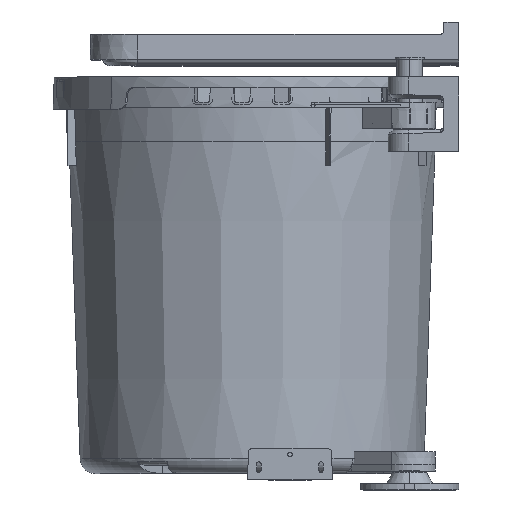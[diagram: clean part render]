
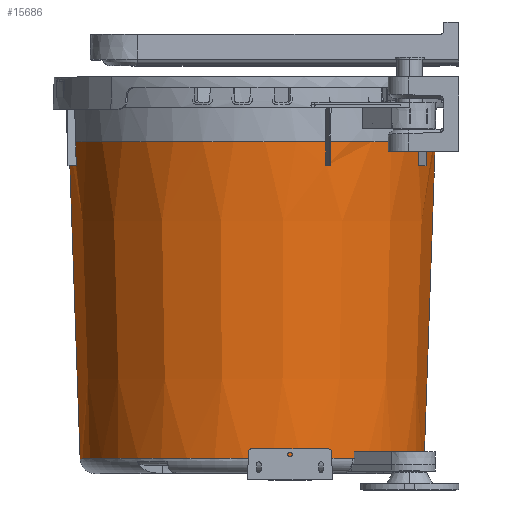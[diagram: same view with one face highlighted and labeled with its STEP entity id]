
A CAD part, top view. The second image highlights one B-rep face of the part: STEP entity #15686.
In plain terms, the highlighted conical face has half-angle 2 degrees and reference radius 171.32 mm.
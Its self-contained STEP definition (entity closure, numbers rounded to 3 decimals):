
#4202=CARTESIAN_POINT('',(0.,14.477,0.));
#4203=DIRECTION('',(0.,-1.,0.));
#4204=DIRECTION('',(1.,0.,0.));
#4205=AXIS2_PLACEMENT_3D('',#4202,#4203,#4204);
#4210=DIRECTION('',(-0.035,0.999,0.));
#4211=VECTOR('',#4210,305.71);
#4212=CARTESIAN_POINT('',(-165.986,14.477,
0.));
#4213=LINE('',#4212,#4211);
#4217=CARTESIAN_POINT('',(0.,320.,0.));
#4218=DIRECTION('',(0.,1.,0.));
#4219=DIRECTION('',(-1.,0.,0.));
#4220=AXIS2_PLACEMENT_3D('',#4217,#4218,#4219);
#4225=CARTESIAN_POINT('',(-170.051,297.,44.791));
#4226=CARTESIAN_POINT('',(-170.319,304.667,44.828));
#4227=CARTESIAN_POINT('',(-170.586,312.333,44.865));
#4228=CARTESIAN_POINT('',(-170.853,320.,44.902));
#4233=CARTESIAN_POINT('',(0.,297.,0.));
#4234=DIRECTION('',(0.,1.,0.));
#4235=DIRECTION('',(-0.967,0.,0.255));
#4236=AXIS2_PLACEMENT_3D('',#4233,#4234,#4235);
#4241=CARTESIAN_POINT('',(-170.414,320.,46.54));
#4242=CARTESIAN_POINT('',(-170.164,312.333,46.438));
#4243=CARTESIAN_POINT('',(-169.914,304.667,46.337));
#4244=CARTESIAN_POINT('',(-169.665,297.,46.235));
#4249=CARTESIAN_POINT('',(0.,320.,0.));
#4250=DIRECTION('',(0.,1.,0.));
#4251=DIRECTION('',(-0.965,0.,0.263));
#4252=AXIS2_PLACEMENT_3D('',#4249,#4250,#4251);
#4257=CARTESIAN_POINT('',(70.842,297.,160.951));
#4258=CARTESIAN_POINT('',(70.92,304.667,161.209));
#4259=CARTESIAN_POINT('',(70.998,312.333,161.467));
#4260=CARTESIAN_POINT('',(71.077,320.,161.725));
#4265=CARTESIAN_POINT('',(0.,297.,0.));
#4266=DIRECTION('',(0.,1.,0.));
#4267=DIRECTION('',(0.403,0.,0.915));
#4268=AXIS2_PLACEMENT_3D('',#4265,#4266,#4267);
#4273=CARTESIAN_POINT('',(72.626,320.,161.035));
#4274=CARTESIAN_POINT('',(72.486,312.333,160.805));
#4275=CARTESIAN_POINT('',(72.347,304.667,160.574));
#4276=CARTESIAN_POINT('',(72.207,297.,160.343));
#4281=CARTESIAN_POINT('',(0.,320.,0.));
#4282=DIRECTION('',(0.,1.,0.));
#4283=DIRECTION('',(0.411,0.,0.912));
#4284=AXIS2_PLACEMENT_3D('',#4281,#4282,#4283);
#4289=CARTESIAN_POINT('',(160.343,297.,72.207));
#4290=CARTESIAN_POINT('',(160.574,304.667,72.347));
#4291=CARTESIAN_POINT('',(160.805,312.333,72.486));
#4292=CARTESIAN_POINT('',(161.035,320.,72.626));
#4297=CARTESIAN_POINT('',(0.,297.,0.));
#4298=DIRECTION('',(0.,1.,0.));
#4299=DIRECTION('',(0.912,0.,0.411));
#4300=AXIS2_PLACEMENT_3D('',#4297,#4298,#4299);
#4305=CARTESIAN_POINT('',(161.725,320.,71.077));
#4306=CARTESIAN_POINT('',(161.467,312.333,70.998));
#4307=CARTESIAN_POINT('',(161.209,304.667,70.92));
#4308=CARTESIAN_POINT('',(160.951,297.,70.842));
#4313=CARTESIAN_POINT('',(0.,320.,0.));
#4314=DIRECTION('',(0.,1.,0.));
#4315=DIRECTION('',(0.915,0.,0.402));
#4316=AXIS2_PLACEMENT_3D('',#4313,#4314,#4315);
#4337=CARTESIAN_POINT('',(0.,14.477,0.));
#4338=DIRECTION('',(0.,1.,0.));
#4339=DIRECTION('',(-1.,0.,0.));
#4340=AXIS2_PLACEMENT_3D('',#4337,#4338,#4339);
#4717=CARTESIAN_POINT('',(0.,14.477,0.));
#4718=DIRECTION('',(0.,1.,0.));
#4719=DIRECTION('',(0.584,0.,0.811));
#4720=AXIS2_PLACEMENT_3D('',#4717,#4718,#4719);
#5443=DIRECTION('',(0.035,0.999,0.));
#5444=VECTOR('',#5443,305.71);
#5445=CARTESIAN_POINT('',(165.986,14.477,
0.));
#5446=LINE('',#5445,#5444);
#11868=CARTESIAN_POINT('',(165.986,14.477,
0.));
#11869=CARTESIAN_POINT('',(134.677,14.477,97.023));
#11870=VERTEX_POINT('',#11868);
#11871=VERTEX_POINT('',#11869);
#11872=CARTESIAN_POINT('',(-165.986,14.477,
0.));
#11873=CARTESIAN_POINT('',(96.995,14.477,134.696));
#11874=VERTEX_POINT('',#11872);
#11875=VERTEX_POINT('',#11873);
#12515=CARTESIAN_POINT('',(-170.051,297.,44.791));
#12516=CARTESIAN_POINT('',(-169.665,297.,46.235));
#12517=VERTEX_POINT('',#12515);
#12518=VERTEX_POINT('',#12516);
#12519=VERTEX_POINT('',#4257);
#12520=VERTEX_POINT('',#4260);
#12521=VERTEX_POINT('',#4273);
#12522=VERTEX_POINT('',#4276);
#12529=CARTESIAN_POINT('',(160.343,297.,72.207));
#12530=CARTESIAN_POINT('',(160.951,297.,70.842));
#12531=VERTEX_POINT('',#12529);
#12532=VERTEX_POINT('',#12530);
#12533=VERTEX_POINT('',#4241);
#12534=VERTEX_POINT('',#4292);
#12535=VERTEX_POINT('',#4305);
#12769=VERTEX_POINT('',#4228);
#12820=CARTESIAN_POINT('',(176.655,320.,0.));
#12821=VERTEX_POINT('',#12820);
#12822=CARTESIAN_POINT('',(-176.655,320.,0.));
#12823=VERTEX_POINT('',#12822);
#15649=CARTESIAN_POINT('',(0.,167.238,0.));
#15650=DIRECTION('',(0.,1.,0.));
#15651=DIRECTION('',(1.,0.,0.));
#15652=AXIS2_PLACEMENT_3D('',#15649,#15650,#15651);
#15653=CONICAL_SURFACE('',#15652,171.32,2.);
#15655=ORIENTED_EDGE('',*,*,#15654,.T.);
#15657=ORIENTED_EDGE('',*,*,#15656,.F.);
#15659=ORIENTED_EDGE('',*,*,#15658,.F.);
#15661=ORIENTED_EDGE('',*,*,#15660,.T.);
#15662=ORIENTED_EDGE('',*,*,#14188,.T.);
#15664=ORIENTED_EDGE('',*,*,#15663,.F.);
#15666=ORIENTED_EDGE('',*,*,#15665,.T.);
#15667=ORIENTED_EDGE('',*,*,#15634,.F.);
#15668=ORIENTED_EDGE('',*,*,#14056,.T.);
#15669=ORIENTED_EDGE('',*,*,#14287,.F.);
#15671=ORIENTED_EDGE('',*,*,#15670,.T.);
#15673=ORIENTED_EDGE('',*,*,#15672,.F.);
#15674=ORIENTED_EDGE('',*,*,#14249,.T.);
#15676=ORIENTED_EDGE('',*,*,#15675,.F.);
#15678=ORIENTED_EDGE('',*,*,#15677,.T.);
#15680=ORIENTED_EDGE('',*,*,#15679,.F.);
#15681=ORIENTED_EDGE('',*,*,#14120,.T.);
#15683=ORIENTED_EDGE('',*,*,#15682,.F.);
#15684=EDGE_LOOP('',(#15655,#15657,#15659,#15661,#15662,#15664,#15666,#15667,
#15668,#15669,#15671,#15673,#15674,#15676,#15678,#15680,#15681,#15683));
#15685=FACE_OUTER_BOUND('',#15684,.F.);
#4206=CIRCLE('',#4205,165.986);
#4221=CIRCLE('',#4220,176.655);
#4229=B_SPLINE_CURVE_WITH_KNOTS('',3,(#4225,#4226,#4227,#4228),.UNSPECIFIED.,
.F.,.F.,(4,4),(0.,1.),.UNSPECIFIED.);
#4237=CIRCLE('',#4236,175.852);
#4245=B_SPLINE_CURVE_WITH_KNOTS('',3,(#4241,#4242,#4243,#4244),.UNSPECIFIED.,
.F.,.F.,(4,4),(0.,1.),.UNSPECIFIED.);
#4253=CIRCLE('',#4252,176.655);
#4261=B_SPLINE_CURVE_WITH_KNOTS('',3,(#4257,#4258,#4259,#4260),.UNSPECIFIED.,
.F.,.F.,(4,4),(0.,1.),.UNSPECIFIED.);
#4269=CIRCLE('',#4268,175.852);
#4277=B_SPLINE_CURVE_WITH_KNOTS('',3,(#4273,#4274,#4275,#4276),.UNSPECIFIED.,
.F.,.F.,(4,4),(0.,1.),.UNSPECIFIED.);
#4285=CIRCLE('',#4284,176.655);
#4293=B_SPLINE_CURVE_WITH_KNOTS('',3,(#4289,#4290,#4291,#4292),.UNSPECIFIED.,
.F.,.F.,(4,4),(0.,1.),.UNSPECIFIED.);
#4301=CIRCLE('',#4300,175.852);
#4309=B_SPLINE_CURVE_WITH_KNOTS('',3,(#4305,#4306,#4307,#4308),.UNSPECIFIED.,
.F.,.F.,(4,4),(0.,1.),.UNSPECIFIED.);
#4317=CIRCLE('',#4316,176.655);
#4341=CIRCLE('',#4340,165.986);
#4721=CIRCLE('',#4720,165.986);
#14056=EDGE_CURVE('',#12533,#12520,#4253,.T.);
#14120=EDGE_CURVE('',#12535,#12821,#4317,.T.);
#14188=EDGE_CURVE('',#12823,#12769,#4221,.T.);
#14249=EDGE_CURVE('',#12521,#12534,#4285,.T.);
#14287=EDGE_CURVE('',#12519,#12520,#4261,.T.);
#15634=EDGE_CURVE('',#12533,#12518,#4245,.T.);
#15654=EDGE_CURVE('',#11870,#11871,#4206,.T.);
#15656=EDGE_CURVE('',#11875,#11871,#4721,.T.);
#15658=EDGE_CURVE('',#11874,#11875,#4341,.T.);
#15660=EDGE_CURVE('',#11874,#12823,#4213,.T.);
#15663=EDGE_CURVE('',#12517,#12769,#4229,.T.);
#15665=EDGE_CURVE('',#12517,#12518,#4237,.T.);
#15670=EDGE_CURVE('',#12519,#12522,#4269,.T.);
#15672=EDGE_CURVE('',#12521,#12522,#4277,.T.);
#15675=EDGE_CURVE('',#12531,#12534,#4293,.T.);
#15677=EDGE_CURVE('',#12531,#12532,#4301,.T.);
#15679=EDGE_CURVE('',#12535,#12532,#4309,.T.);
#15682=EDGE_CURVE('',#11870,#12821,#5446,.T.);
#15686=ADVANCED_FACE('',(#15685),#15653,.T.);
